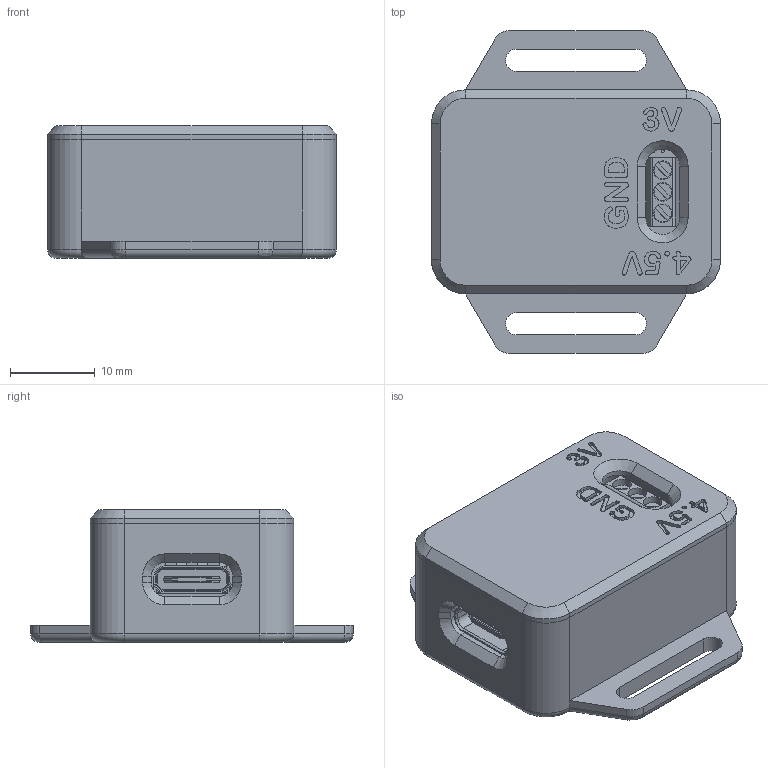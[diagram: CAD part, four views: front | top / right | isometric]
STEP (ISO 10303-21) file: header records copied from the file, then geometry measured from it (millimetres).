
FILE_DESCRIPTION(/* description */ ('','CAx-IF Rec.Pracs.---Representation and Presentation of Product Manufacturing Information (PMI)---4.0---2014-10-13'),/* implementation_level */ '2;1');
FILE_NAME(/* name */ 'Case BQ25185 3V Buck v8.step',/* time_stamp */ '2025-01-22T17:01:56-05:00',/* author */ (''),/* organization */ (''),/* preprocessor_version */ 'ST-DEVELOPER v20',/* originating_system */ 'Autodesk Translation Framework v13.20.0.188',/* authorisation */ '');
FILE_SCHEMA (('AP242_MANAGED_MODEL_BASED_3D_ENGINEERING_MIM_LF { 1 0 10303 442 1 1 4 }'));
Products named in the file (17): Case BQ25185 3V Buck; Bottom; Adafruit bq25185 with 3.3V Output; PCB Component; Board; USB C; 600; 252012CDMCDDS-2R2MC; 22uF; TLV62569; RED; JST2PH; BQ25185; 2.5mm_1x3; NSR0320; Top; Adafruit Logo Body v1
Assembly tree (35 placements, depth 4):
  Case BQ25185 3V Buck
    Bottom
    Adafruit bq25185 with 3.3V Output
      PCB Component
        Board
        USB C
        600  x12
        252012CDMCDDS-2R2MC
        22uF  x6
        TLV62569
        RED  x3
        JST2PH
        BQ25185
        2.5mm_1x3
        NSR0320  x2
    Top
    Adafruit Logo Body v1
Bounding box: 34 x 38 x 15.6 mm (x, y, z)
Volume: 6596.3 mm3; surface area: 10586 mm2
Topology: 100 solids, 100 shells, 2201 faces, 5690 edges, 3716 vertices
Faces by surface type: plane 1573, cylinder 314, bspline 264, cone 19, torus 18, sphere 13
Full cylindrical faces by diameter (mm): 0.394 x31, 0.5 x2, 0.65 x2, 1 x11, 1.6 x6, 1.7 x3, 2.2 x5, 2.5 x4, 5.4 x4
Entity records: 59724 total; most frequent: CARTESIAN_POINT 15508, ORIENTED_EDGE 9376, DIRECTION 8016, EDGE_CURVE 4688, LINE 3448, VECTOR 3448, VERTEX_POINT 3056, AXIS2_PLACEMENT_3D 2284
